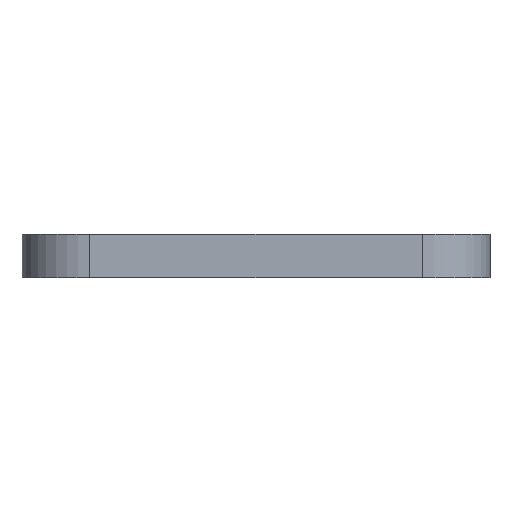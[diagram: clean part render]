
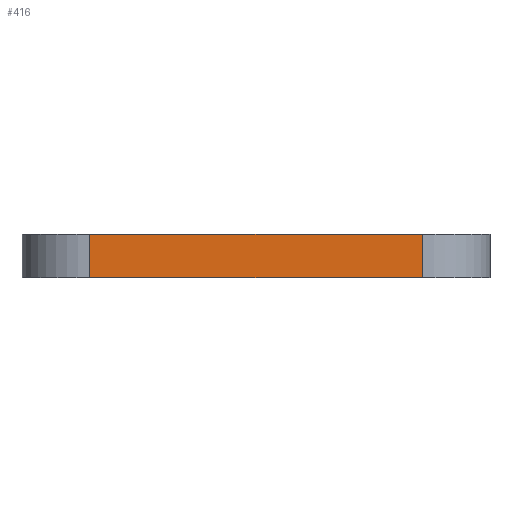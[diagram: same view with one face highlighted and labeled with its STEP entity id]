
A CAD part, front view. The second image highlights one B-rep face of the part: STEP entity #416.
In plain terms, the highlighted planar face has unit normal (0, -1, 0).
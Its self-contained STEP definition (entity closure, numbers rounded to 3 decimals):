
#36 = VECTOR ( 'NONE', #3149, 1000. ) ;
#50 = LINE ( 'NONE', #782, #276 ) ;
#138 = ORIENTED_EDGE ( 'NONE', *, *, #2676, .T. ) ;
#276 = VECTOR ( 'NONE', #557, 1000. ) ;
#416 = ADVANCED_FACE ( 'NONE', ( #1939 ), #483, .T. ) ;
#425 = CARTESIAN_POINT ( 'NONE',  ( -12.25, -27.55, 33.575 ) ) ;
#450 = DIRECTION ( 'NONE',  ( 0., 0., -1. ) ) ;
#455 = EDGE_CURVE ( 'NONE', #2133, #1307, #50, .T. ) ;
#483 = PLANE ( 'NONE',  #2566 ) ;
#557 = DIRECTION ( 'NONE',  ( 1., 0., 0. ) ) ;
#622 = CARTESIAN_POINT ( 'NONE',  ( -12.25, -27.55, 36.75 ) ) ;
#782 = CARTESIAN_POINT ( 'NONE',  ( -17.25, -27.55, 36.75 ) ) ;
#865 = CARTESIAN_POINT ( 'NONE',  ( 12.25, -27.55, 33.575 ) ) ;
#1022 = VECTOR ( 'NONE', #450, 1000. ) ;
#1134 = EDGE_LOOP ( 'NONE', ( #2833, #138, #2090, #1477 ) ) ;
#1204 = LINE ( 'NONE', #3098, #36 ) ;
#1290 = VERTEX_POINT ( 'NONE', #425 ) ;
#1307 = VERTEX_POINT ( 'NONE', #2110 ) ;
#1477 = ORIENTED_EDGE ( 'NONE', *, *, #2774, .F. ) ;
#1673 = CARTESIAN_POINT ( 'NONE',  ( 12.25, -27.55, 33.575 ) ) ;
#1814 = CARTESIAN_POINT ( 'NONE',  ( -12.25, -27.55, 33.575 ) ) ;
#1856 = DIRECTION ( 'NONE',  ( 0., 0., -1. ) ) ;
#1872 = LINE ( 'NONE', #1673, #1022 ) ;
#1939 = FACE_OUTER_BOUND ( 'NONE', #1134, .T. ) ;
#2090 = ORIENTED_EDGE ( 'NONE', *, *, #2841, .T. ) ;
#2110 = CARTESIAN_POINT ( 'NONE',  ( 12.25, -27.55, 36.75 ) ) ;
#2133 = VERTEX_POINT ( 'NONE', #622 ) ;
#2170 = CARTESIAN_POINT ( 'NONE',  ( -17.25, -27.55, 33.575 ) ) ;
#2458 = VECTOR ( 'NONE', #1856, 1000. ) ;
#2512 = DIRECTION ( 'NONE',  ( 0., -1., 0. ) ) ;
#2562 = LINE ( 'NONE', #1814, #2458 ) ;
#2566 = AXIS2_PLACEMENT_3D ( 'NONE', #2170, #2512, #2985 ) ;
#2676 = EDGE_CURVE ( 'NONE', #2133, #1290, #2562, .T. ) ;
#2774 = EDGE_CURVE ( 'NONE', #1307, #3152, #1872, .T. ) ;
#2833 = ORIENTED_EDGE ( 'NONE', *, *, #455, .F. ) ;
#2841 = EDGE_CURVE ( 'NONE', #1290, #3152, #1204, .T. ) ;
#2985 = DIRECTION ( 'NONE',  ( 1., 0., 0. ) ) ;
#3098 = CARTESIAN_POINT ( 'NONE',  ( -17.25, -27.55, 33.575 ) ) ;
#3149 = DIRECTION ( 'NONE',  ( 1., 0., 0. ) ) ;
#3152 = VERTEX_POINT ( 'NONE', #865 ) ;
